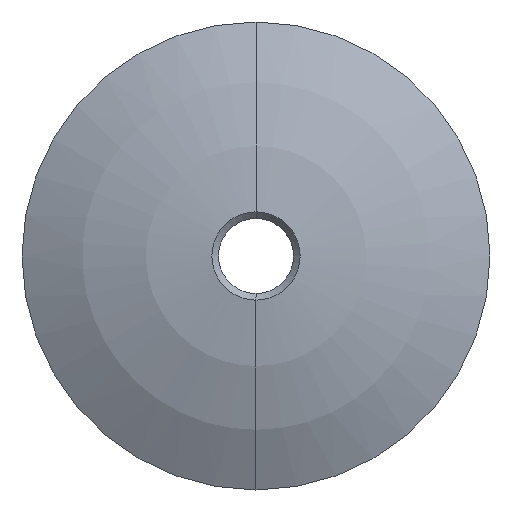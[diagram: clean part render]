
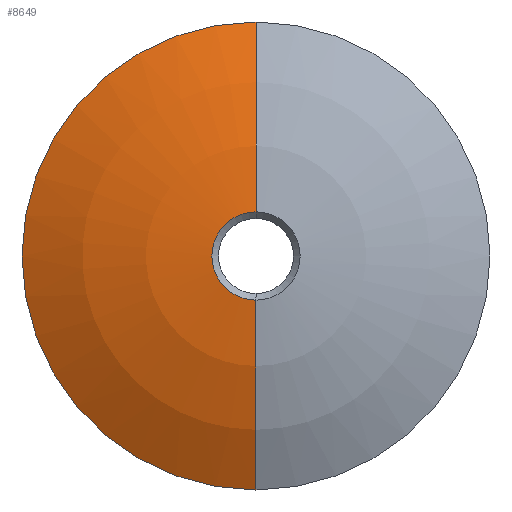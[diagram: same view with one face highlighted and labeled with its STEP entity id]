
A CAD part, left-side view. The second image highlights one B-rep face of the part: STEP entity #8649.
In plain terms, the highlighted toroidal (fillet/blend) face has major radius 1.92 mm and minor radius 39.35 mm.
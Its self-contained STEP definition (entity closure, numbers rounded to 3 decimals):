
#97 = TOROIDAL_SURFACE ( 'NONE', #3576, 1.92, 39.35 ) ;
#557 = AXIS2_PLACEMENT_3D ( 'NONE', #6684, #5298, #2207 ) ;
#915 = EDGE_CURVE ( 'NONE', #12465, #8147, #15176, .T. ) ;
#1293 = EDGE_CURVE ( 'NONE', #17125, #8147, #8157, .T. ) ;
#1392 = EDGE_CURVE ( 'NONE', #7903, #17125, #4034, .T. ) ;
#1626 = DIRECTION ( 'NONE',  ( -1., 0., 0. ) ) ;
#2207 = DIRECTION ( 'NONE',  ( 0., 0., -1. ) ) ;
#2586 = CARTESIAN_POINT ( 'NONE',  ( 39.303, 0., -1.92 ) ) ;
#3576 = AXIS2_PLACEMENT_3D ( 'NONE', #18361, #1626, #4517 ) ;
#3678 = DIRECTION ( 'NONE',  ( 0., 0., -1. ) ) ;
#4034 = CIRCLE ( 'NONE', #7218, 39.35 ) ;
#4517 = DIRECTION ( 'NONE',  ( 0., 0., 1. ) ) ;
#4662 = AXIS2_PLACEMENT_3D ( 'NONE', #8155, #6661, #3678 ) ;
#5298 = DIRECTION ( 'NONE',  ( 0., -1., 0. ) ) ;
#6404 = FACE_OUTER_BOUND ( 'NONE', #17233, .T. ) ;
#6661 = DIRECTION ( 'NONE',  ( 1., 0., 0. ) ) ;
#6684 = CARTESIAN_POINT ( 'NONE',  ( 39.303, 0., 1.92 ) ) ;
#7218 = AXIS2_PLACEMENT_3D ( 'NONE', #2586, #13434, #10250 ) ;
#7903 = VERTEX_POINT ( 'NONE', #16643 ) ;
#8147 = VERTEX_POINT ( 'NONE', #13412 ) ;
#8155 = CARTESIAN_POINT ( 'NONE',  ( 0.008, 0., 0. ) ) ;
#8157 = CIRCLE ( 'NONE', #4662, 3.997 ) ;
#8559 = DIRECTION ( 'NONE',  ( 0., 0., 1. ) ) ;
#8649 = ADVANCED_FACE ( 'NONE', ( #6404 ), #97, .T. ) ;
#9663 = ORIENTED_EDGE ( 'NONE', *, *, #915, .F. ) ;
#10216 = CIRCLE ( 'NONE', #15618, 21.2 ) ;
#10250 = DIRECTION ( 'NONE',  ( 0., 0., 1. ) ) ;
#10483 = ORIENTED_EDGE ( 'NONE', *, *, #12094, .T. ) ;
#11134 = CARTESIAN_POINT ( 'NONE',  ( 0.008, 0., -3.997 ) ) ;
#11857 = DIRECTION ( 'NONE',  ( -1., 0., 0. ) ) ;
#12094 = EDGE_CURVE ( 'NONE', #12465, #7903, #10216, .T. ) ;
#12465 = VERTEX_POINT ( 'NONE', #16483 ) ;
#13145 = CARTESIAN_POINT ( 'NONE',  ( 5., 0., 0. ) ) ;
#13412 = CARTESIAN_POINT ( 'NONE',  ( 0.008, 0., 3.997 ) ) ;
#13434 = DIRECTION ( 'NONE',  ( 0., 1., 0. ) ) ;
#15176 = CIRCLE ( 'NONE', #557, 39.35 ) ;
#15190 = ORIENTED_EDGE ( 'NONE', *, *, #1392, .T. ) ;
#15618 = AXIS2_PLACEMENT_3D ( 'NONE', #13145, #11857, #8559 ) ;
#16483 = CARTESIAN_POINT ( 'NONE',  ( 5., 0., 21.2 ) ) ;
#16643 = CARTESIAN_POINT ( 'NONE',  ( 5., 0., -21.2 ) ) ;
#17125 = VERTEX_POINT ( 'NONE', #11134 ) ;
#17233 = EDGE_LOOP ( 'NONE', ( #10483, #15190, #17943, #9663 ) ) ;
#17943 = ORIENTED_EDGE ( 'NONE', *, *, #1293, .T. ) ;
#18361 = CARTESIAN_POINT ( 'NONE',  ( 39.303, 0., 0. ) ) ;
